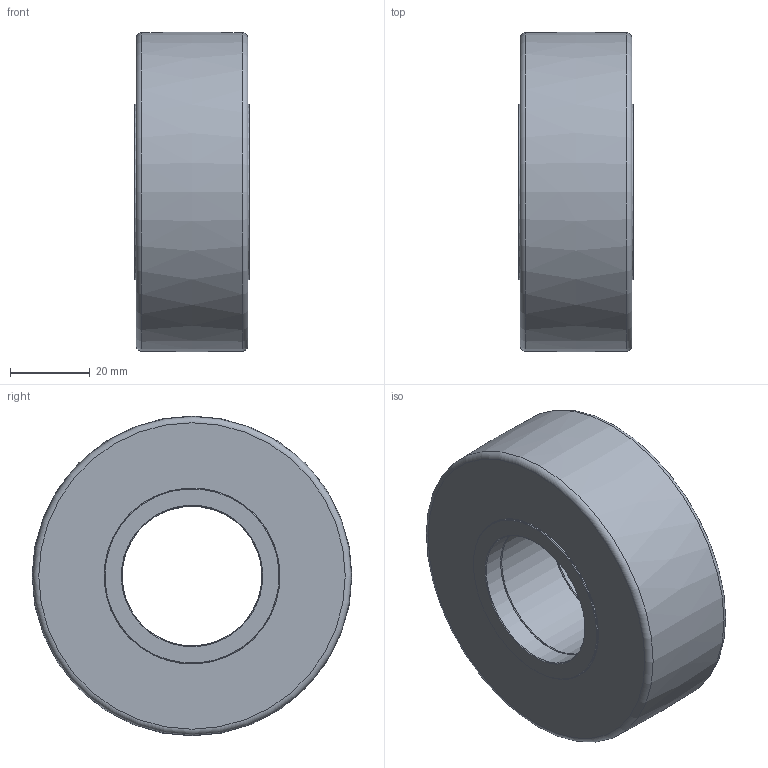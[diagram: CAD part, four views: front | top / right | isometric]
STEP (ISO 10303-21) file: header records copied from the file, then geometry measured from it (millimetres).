
FILE_DESCRIPTION(/* description */ ('-'),/* implementation_level */ '2;1');
FILE_NAME(/* name */ 'ALFATEC_SR035-080.stp',/* time_stamp */ '2022-07-07T13:45:47+02:00',/* author */ ('seider'),/* organization */ (''),/* preprocessor_version */ 'ST-DEVELOPER v18.1',/* originating_system */ 'Autodesk Inventor 2020',/* authorisation */ '');
FILE_SCHEMA (('AUTOMOTIVE_DESIGN { 1 0 10303 214 3 1 1 }'));
Length unit declared in the file: millimetre
Products named in the file (1): SR 035.080_Kontur
Bounding box: 29 x 80 x 79.98 mm (x, y, z)
Volume: 97736 mm3; surface area: 30303.4 mm2
Topology: 1 solids, 1 shells, 102 faces, 321 edges, 196 vertices
Faces by surface type: cylinder 37, plane 32, torus 18, cone 14, bspline 1
Full cylindrical faces by diameter (mm): 2.5 x1, 35 x3, 44 x4, 47 x2, 48.312 x2, 49.75 x3
Entity records: 4151 total; most frequent: DIRECTION 800, CARTESIAN_POINT 734, ORIENTED_EDGE 682, AXIS2_PLACEMENT_3D 361, EDGE_CURVE 341, CIRCLE 259, VERTEX_POINT 196, EDGE_LOOP 125
